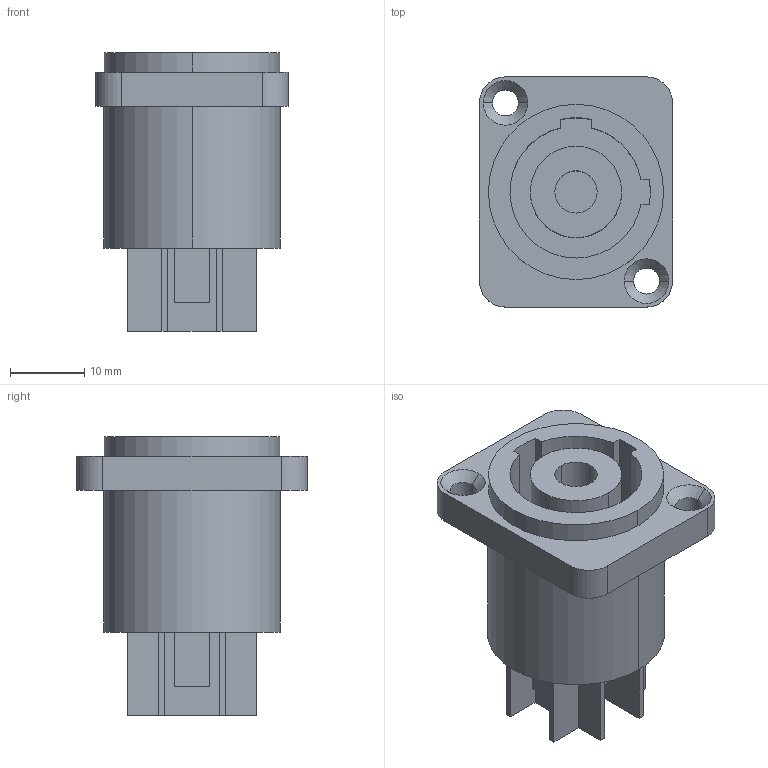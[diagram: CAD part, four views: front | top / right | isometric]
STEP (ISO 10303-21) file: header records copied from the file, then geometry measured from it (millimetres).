
FILE_DESCRIPTION((''),'2;1');
FILE_NAME('D-NAC3MPB-1','2010-03-30T',('tho'),(''),'PRO/ENGINEER BY PARAMETRIC TECHNOLOGY CORPORATION, 2009220','PRO/ENGINEER BY PARAMETRIC TECHNOLOGY CORPORATION, 2009220','');
FILE_SCHEMA(('AUTOMOTIVE_DESIGN_CC2 { 1 2 10303 214 -1 1 5 2 }'));
Length unit declared in the file: millimetre
Products named in the file (1): D-NAC3MPB-1
Bounding box: 26 x 31 x 37.5 mm (x, y, z)
Volume: 9975.6 mm3; surface area: 8073.2 mm2
Topology: 1 solids, 1 shells, 83 faces, 212 edges, 140 vertices
Faces by surface type: plane 59, cylinder 20, cone 4
Entity records: 2729 total; most frequent: CARTESIAN_POINT 435, ORIENTED_EDGE 424, DIRECTION 422, EDGE_CURVE 212, COLOUR_RGB 209, VECTOR 168, LINE 168, VERTEX_POINT 140
